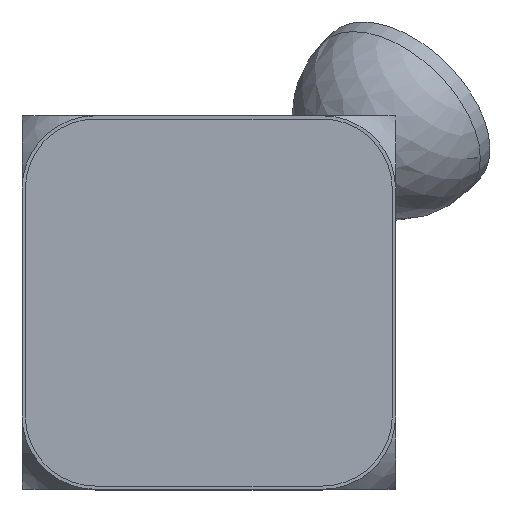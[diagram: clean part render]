
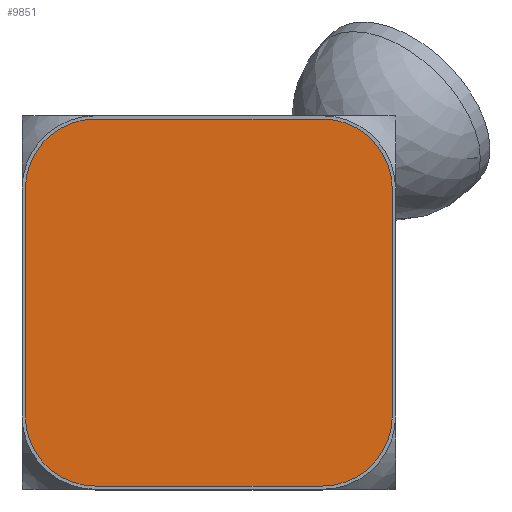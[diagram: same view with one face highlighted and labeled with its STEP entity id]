
A CAD part, top view. The second image highlights one B-rep face of the part: STEP entity #9851.
In plain terms, the highlighted planar face has unit normal (0, 0, 1).
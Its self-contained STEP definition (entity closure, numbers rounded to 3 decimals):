
#1319=LINE('',#15900,#2531);
#1323=LINE('',#15912,#2535);
#1327=LINE('',#15924,#2539);
#1331=LINE('',#15934,#2543);
#2531=VECTOR('',#13089,10.);
#2535=VECTOR('',#13101,10.);
#2539=VECTOR('',#13113,10.);
#2543=VECTOR('',#13125,10.);
#3174=FACE_OUTER_BOUND('',#3760,.T.);
#3760=EDGE_LOOP('',(#8697,#8698,#8699,#8700,#8701,#8702,#8703,#8704));
#3923=CIRCLE('',#10656,16.878);
#3925=CIRCLE('',#10660,16.878);
#3927=CIRCLE('',#10664,16.878);
#3929=CIRCLE('',#10668,16.878);
#4762=VERTEX_POINT('',#15891);
#4763=VERTEX_POINT('',#15893);
#4765=VERTEX_POINT('',#15899);
#4767=VERTEX_POINT('',#15905);
#4769=VERTEX_POINT('',#15911);
#4771=VERTEX_POINT('',#15917);
#4773=VERTEX_POINT('',#15923);
#4775=VERTEX_POINT('',#15929);
#6076=EDGE_CURVE('',#4763,#4762,#3923,.T.);
#6079=EDGE_CURVE('',#4765,#4763,#1319,.T.);
#6082=EDGE_CURVE('',#4767,#4765,#3925,.T.);
#6085=EDGE_CURVE('',#4769,#4767,#1323,.T.);
#6088=EDGE_CURVE('',#4771,#4769,#3927,.T.);
#6091=EDGE_CURVE('',#4773,#4771,#1327,.T.);
#6094=EDGE_CURVE('',#4775,#4773,#3929,.T.);
#6097=EDGE_CURVE('',#4762,#4775,#1331,.T.);
#8697=ORIENTED_EDGE('',*,*,#6097,.T.);
#8698=ORIENTED_EDGE('',*,*,#6094,.T.);
#8699=ORIENTED_EDGE('',*,*,#6091,.T.);
#8700=ORIENTED_EDGE('',*,*,#6088,.T.);
#8701=ORIENTED_EDGE('',*,*,#6085,.T.);
#8702=ORIENTED_EDGE('',*,*,#6082,.T.);
#8703=ORIENTED_EDGE('',*,*,#6079,.T.);
#8704=ORIENTED_EDGE('',*,*,#6076,.T.);
#9322=PLANE('',#10670);
#9851=ADVANCED_FACE('',(#3174),#9322,.T.);
#10656=AXIS2_PLACEMENT_3D('',#15894,#13083,#13084);
#10660=AXIS2_PLACEMENT_3D('',#15906,#13095,#13096);
#10664=AXIS2_PLACEMENT_3D('',#15918,#13107,#13108);
#10668=AXIS2_PLACEMENT_3D('',#15930,#13119,#13120);
#10670=AXIS2_PLACEMENT_3D('',#15935,#13126,#13127);
#13083=DIRECTION('center_axis',(0.,0.,1.));
#13084=DIRECTION('ref_axis',(-1.,0.,0.));
#13089=DIRECTION('',(0.,-1.,0.));
#13095=DIRECTION('center_axis',(0.,0.,1.));
#13096=DIRECTION('ref_axis',(0.,1.,0.));
#13101=DIRECTION('',(-1.,0.,0.));
#13107=DIRECTION('center_axis',(0.,0.,1.));
#13108=DIRECTION('ref_axis',(1.,0.,0.));
#13113=DIRECTION('',(0.,1.,0.));
#13119=DIRECTION('center_axis',(0.,0.,1.));
#13120=DIRECTION('ref_axis',(0.,-1.,0.));
#13125=DIRECTION('',(1.,0.,0.));
#13126=DIRECTION('center_axis',(0.,0.,1.));
#13127=DIRECTION('ref_axis',(-1.,0.,0.));
#15891=CARTESIAN_POINT('',(-27.322,-44.2,90.05));
#15893=CARTESIAN_POINT('',(-44.2,-27.322,90.05));
#15894=CARTESIAN_POINT('Origin',(-27.322,-27.322,90.05));
#15899=CARTESIAN_POINT('',(-44.2,27.322,90.05));
#15900=CARTESIAN_POINT('',(-44.2,27.322,90.05));
#15905=CARTESIAN_POINT('',(-27.322,44.2,90.05));
#15906=CARTESIAN_POINT('Origin',(-27.322,27.322,90.05));
#15911=CARTESIAN_POINT('',(27.322,44.2,90.05));
#15912=CARTESIAN_POINT('',(27.322,44.2,90.05));
#15917=CARTESIAN_POINT('',(44.2,27.322,90.05));
#15918=CARTESIAN_POINT('Origin',(27.322,27.322,90.05));
#15923=CARTESIAN_POINT('',(44.2,-27.322,90.05));
#15924=CARTESIAN_POINT('',(44.2,-27.322,90.05));
#15929=CARTESIAN_POINT('',(27.322,-44.2,90.05));
#15930=CARTESIAN_POINT('Origin',(27.322,-27.322,90.05));
#15934=CARTESIAN_POINT('',(-27.322,-44.2,90.05));
#15935=CARTESIAN_POINT('Origin',(0.,0.,
90.05));
